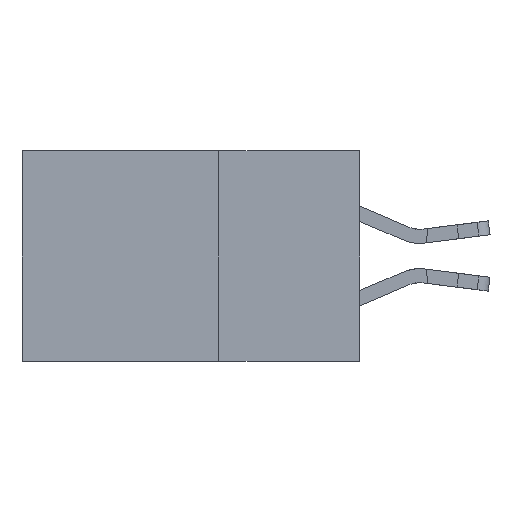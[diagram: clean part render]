
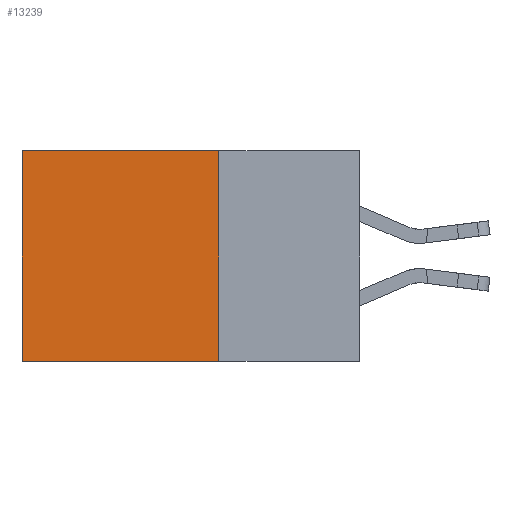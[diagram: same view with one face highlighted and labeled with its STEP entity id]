
A CAD part, left-side view. The second image highlights one B-rep face of the part: STEP entity #13239.
In plain terms, the highlighted planar face has unit normal (-1, 0, 0).
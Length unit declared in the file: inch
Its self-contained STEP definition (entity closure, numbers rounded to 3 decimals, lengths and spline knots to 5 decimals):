
#700 = CARTESIAN_POINT ( 'NONE',  ( 0.2875, 0.6, 0. ) ) ;
#1536 = VERTEX_POINT ( 'NONE', #12009 ) ;
#1587 = CARTESIAN_POINT ( 'NONE',  ( 0.2875, 0.25, 0. ) ) ;
#1646 = FACE_OUTER_BOUND ( 'NONE', #5797, .T. ) ;
#1736 = LINE ( 'NONE', #12511, #2520 ) ;
#1790 = PLANE ( 'NONE',  #8162 ) ;
#1795 = ORIENTED_EDGE ( 'NONE', *, *, #4759, .T. ) ;
#1809 = EDGE_CURVE ( 'NONE', #12479, #1536, #5988, .T. ) ;
#2520 = VECTOR ( 'NONE', #5123, 39.37008 ) ;
#3464 = DIRECTION ( 'NONE',  ( 0., 1., 0. ) ) ;
#4099 = ORIENTED_EDGE ( 'NONE', *, *, #7713, .F. ) ;
#4126 = DIRECTION ( 'NONE',  ( 0., 0., -1. ) ) ;
#4759 = EDGE_CURVE ( 'NONE', #5174, #8250, #12471, .T. ) ;
#5123 = DIRECTION ( 'NONE',  ( 0., 0., -1. ) ) ;
#5174 = VERTEX_POINT ( 'NONE', #1587 ) ;
#5415 = CARTESIAN_POINT ( 'NONE',  ( 0.2875, 0.25, -0.375 ) ) ;
#5797 = EDGE_LOOP ( 'NONE', ( #6706, #12109, #4099, #1795 ) ) ;
#5988 = LINE ( 'NONE', #15176, #10843 ) ;
#6078 = VECTOR ( 'NONE', #3464, 39.37008 ) ;
#6706 = ORIENTED_EDGE ( 'NONE', *, *, #11050, .T. ) ;
#7180 = CARTESIAN_POINT ( 'NONE',  ( 0.2875, 0.25, -0.375 ) ) ;
#7237 = DIRECTION ( 'NONE',  ( 0., 0., -1. ) ) ;
#7713 = EDGE_CURVE ( 'NONE', #5174, #12479, #10217, .T. ) ;
#7722 = VECTOR ( 'NONE', #7237, 39.37008 ) ;
#8162 = AXIS2_PLACEMENT_3D ( 'NONE', #5415, #9279, #4126 ) ;
#8250 = VERTEX_POINT ( 'NONE', #700 ) ;
#8436 = CARTESIAN_POINT ( 'NONE',  ( 0.2875, 0.25, 0. ) ) ;
#9279 = DIRECTION ( 'NONE',  ( 1., 0., 0. ) ) ;
#10216 = DIRECTION ( 'NONE',  ( 0., 1., 0. ) ) ;
#10217 = LINE ( 'NONE', #7180, #7722 ) ;
#10843 = VECTOR ( 'NONE', #10216, 39.37008 ) ;
#11050 = EDGE_CURVE ( 'NONE', #8250, #1536, #1736, .T. ) ;
#12009 = CARTESIAN_POINT ( 'NONE',  ( 0.2875, 0.6, -0.375 ) ) ;
#12109 = ORIENTED_EDGE ( 'NONE', *, *, #1809, .F. ) ;
#12471 = LINE ( 'NONE', #8436, #6078 ) ;
#12479 = VERTEX_POINT ( 'NONE', #15233 ) ;
#12511 = CARTESIAN_POINT ( 'NONE',  ( 0.2875, 0.6, -0.375 ) ) ;
#13239 = ADVANCED_FACE ( 'NONE', ( #1646 ), #1790, .F. ) ;
#15176 = CARTESIAN_POINT ( 'NONE',  ( 0.2875, 0.25, -0.375 ) ) ;
#15233 = CARTESIAN_POINT ( 'NONE',  ( 0.2875, 0.25, -0.375 ) ) ;
